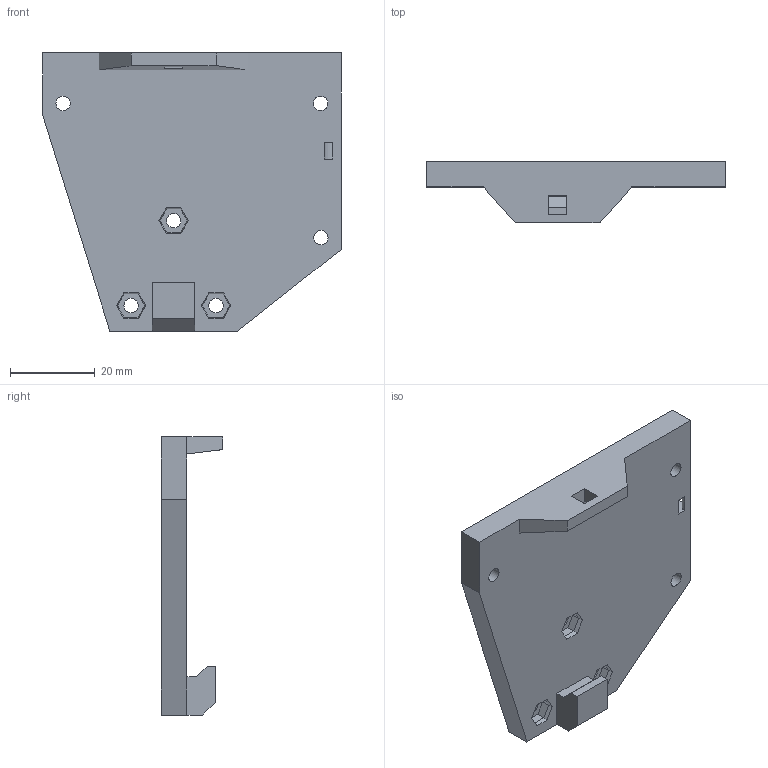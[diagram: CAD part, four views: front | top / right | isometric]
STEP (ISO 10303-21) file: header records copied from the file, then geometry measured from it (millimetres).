
FILE_DESCRIPTION(/* description */ (''),/* implementation_level */ '2;1');
FILE_NAME(/* name */ 'mounting plate base.step',/* time_stamp */ '2025-07-26T23:19:50+02:00',/* author */ (''),/* organization */ (''),/* preprocessor_version */ 'ST-DEVELOPER v20.1',/* originating_system */ 'Autodesk Translation Framework v14.10.0.0',/* authorisation */ '');
FILE_SCHEMA (('AUTOMOTIVE_DESIGN { 1 0 10303 214 3 1 1 }'));
Length unit declared in the file: millimetre
Products named in the file (1): GB printhead V3
Bounding box: 70.26 x 14.4 x 65.5 mm (x, y, z)
Volume: 24478.1 mm3; surface area: 10623.6 mm2
Topology: 1 solids, 1 shells, 111 faces, 273 edges, 170 vertices
Faces by surface type: plane 103, cylinder 8
Full cylindrical faces by diameter (mm): 3.4 x6
Entity records: 3247 total; most frequent: CARTESIAN_POINT 555, ORIENTED_EDGE 546, DIRECTION 513, EDGE_CURVE 273, LINE 257, VECTOR 257, VERTEX_POINT 170, EDGE_LOOP 133
